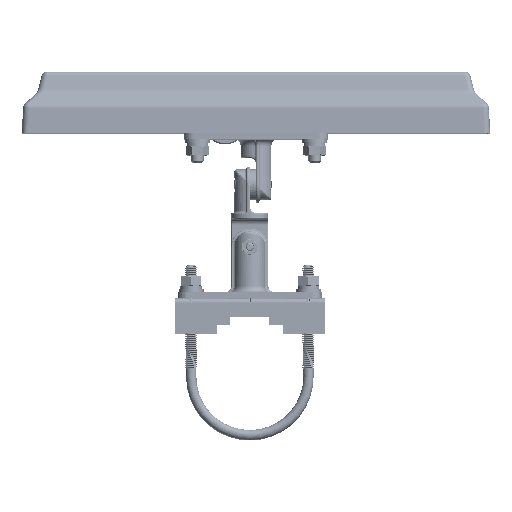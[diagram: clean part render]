
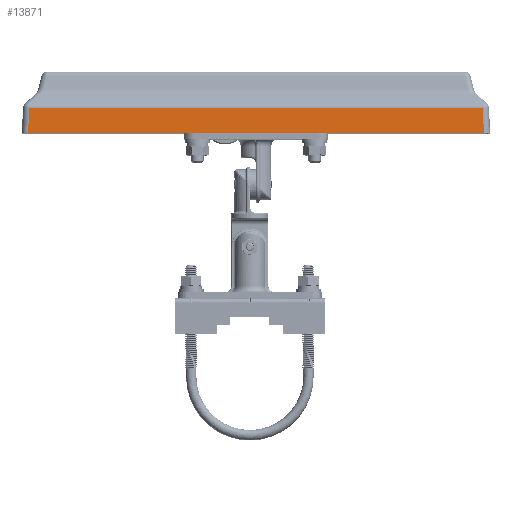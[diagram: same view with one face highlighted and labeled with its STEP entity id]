
A CAD part, top view. The second image highlights one B-rep face of the part: STEP entity #13871.
In plain terms, the highlighted planar face has unit normal (0, 0.035, 0.999).
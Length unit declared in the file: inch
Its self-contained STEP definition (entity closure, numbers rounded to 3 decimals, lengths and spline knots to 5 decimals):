
#698 = DIRECTION ( 'NONE',  ( 1., 0., 0. ) ) ;
#13871 = ADVANCED_FACE ( 'NONE', ( #71055 ), #87982, .T. ) ;
#35007 = CARTESIAN_POINT ( 'NONE',  ( -4.64961, 0., 2.21457 ) ) ;
#48351 = DIRECTION ( 'NONE',  ( 0.035, -0.999, 0.035 ) ) ;
#50689 = VERTEX_POINT ( 'NONE', #129935 ) ;
#51213 = LINE ( 'NONE', #204822, #111605 ) ;
#51249 = CARTESIAN_POINT ( 'NONE',  ( 4.34354, 0.48019, 2.1978 ) ) ;
#63239 = ORIENTED_EDGE ( 'NONE', *, *, #155445, .T. ) ;
#69070 = AXIS2_PLACEMENT_3D ( 'NONE', #35007, #102726, #207742 ) ;
#71055 = FACE_OUTER_BOUND ( 'NONE', #180224, .T. ) ;
#73713 = LINE ( 'NONE', #51249, #107310 ) ;
#74862 = CARTESIAN_POINT ( 'NONE',  ( 4.36031, 0., 2.21457 ) ) ;
#86416 = CARTESIAN_POINT ( 'NONE',  ( -4.36031, 0., 2.21457 ) ) ;
#87982 = PLANE ( 'NONE',  #69070 ) ;
#92433 = EDGE_CURVE ( 'NONE', #205304, #221001, #155589, .T. ) ;
#100257 = CARTESIAN_POINT ( 'NONE',  ( 4.34354, 0.48019, 2.1978 ) ) ;
#100681 = VERTEX_POINT ( 'NONE', #101404 ) ;
#101170 = CARTESIAN_POINT ( 'NONE',  ( 4.34354, 0.48019, 2.1978 ) ) ;
#101404 = CARTESIAN_POINT ( 'NONE',  ( -4.34354, 0.48019, 2.1978 ) ) ;
#102726 = DIRECTION ( 'NONE',  ( 0., 0.035, 0.999 ) ) ;
#104237 = DIRECTION ( 'NONE',  ( -0.035, -0.999, 0.035 ) ) ;
#107310 = VECTOR ( 'NONE', #208193, 39.37008 ) ;
#107928 = ORIENTED_EDGE ( 'NONE', *, *, #92433, .F. ) ;
#111605 = VECTOR ( 'NONE', #104237, 39.37008 ) ;
#112482 = EDGE_CURVE ( 'NONE', #50689, #221001, #120336, .T. ) ;
#120336 = LINE ( 'NONE', #86416, #223246 ) ;
#129935 = CARTESIAN_POINT ( 'NONE',  ( -4.36031, 0., 2.21457 ) ) ;
#134518 = ORIENTED_EDGE ( 'NONE', *, *, #194261, .T. ) ;
#138247 = VECTOR ( 'NONE', #48351, 39.37008 ) ;
#155445 = EDGE_CURVE ( 'NONE', #205304, #100681, #73713, .T. ) ;
#155589 = LINE ( 'NONE', #100257, #138247 ) ;
#180224 = EDGE_LOOP ( 'NONE', ( #134518, #209902, #107928, #63239 ) ) ;
#194261 = EDGE_CURVE ( 'NONE', #100681, #50689, #51213, .T. ) ;
#204822 = CARTESIAN_POINT ( 'NONE',  ( -4.34354, 0.48019, 2.1978 ) ) ;
#205304 = VERTEX_POINT ( 'NONE', #101170 ) ;
#207742 = DIRECTION ( 'NONE',  ( 1., 0., 0. ) ) ;
#208193 = DIRECTION ( 'NONE',  ( -1., 0., 0. ) ) ;
#209902 = ORIENTED_EDGE ( 'NONE', *, *, #112482, .T. ) ;
#221001 = VERTEX_POINT ( 'NONE', #74862 ) ;
#223246 = VECTOR ( 'NONE', #698, 39.37008 ) ;
